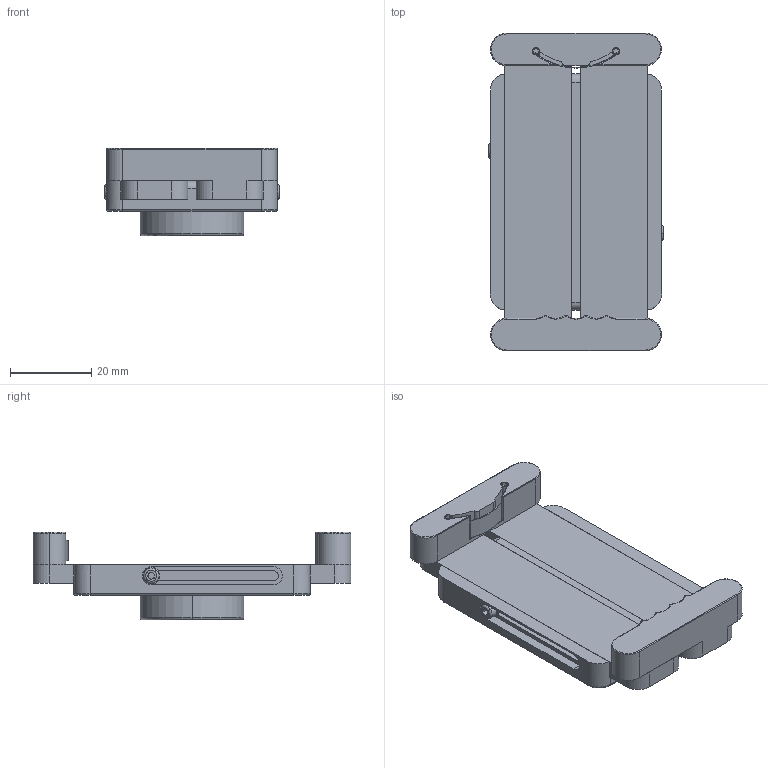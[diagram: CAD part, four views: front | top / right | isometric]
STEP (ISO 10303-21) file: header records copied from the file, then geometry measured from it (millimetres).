
FILE_DESCRIPTION (( 'STEP AP203' ), '1' );
FILE_NAME ('04GMT-1(M)A.STEP', '2021-11-08T02:06:52', ( '' ), ( '' ), 'SwSTEP 2.0', 'SolidWorks 2021', '' );
FILE_SCHEMA (( 'CONFIG_CONTROL_DESIGN' ));
Length unit declared in the file: millimetre
Products named in the file (1): 04GMT-1(M)A
Bounding box: 42.88 x 78 x 21.5 mm (x, y, z)
Surface area: 14469.7 mm2 (no closed solid volume)
Topology: 0 solids, 11 shells, 215 faces, 581 edges, 379 vertices
Faces by surface type: cylinder 84, plane 83, torus 38, cone 10
Entity records: 6858 total; most frequent: CARTESIAN_POINT 1270, DIRECTION 1251, ORIENTED_EDGE 1038, EDGE_CURVE 581, AXIS2_PLACEMENT_3D 472, VERTEX_POINT 379, VECTOR 307, LINE 307
